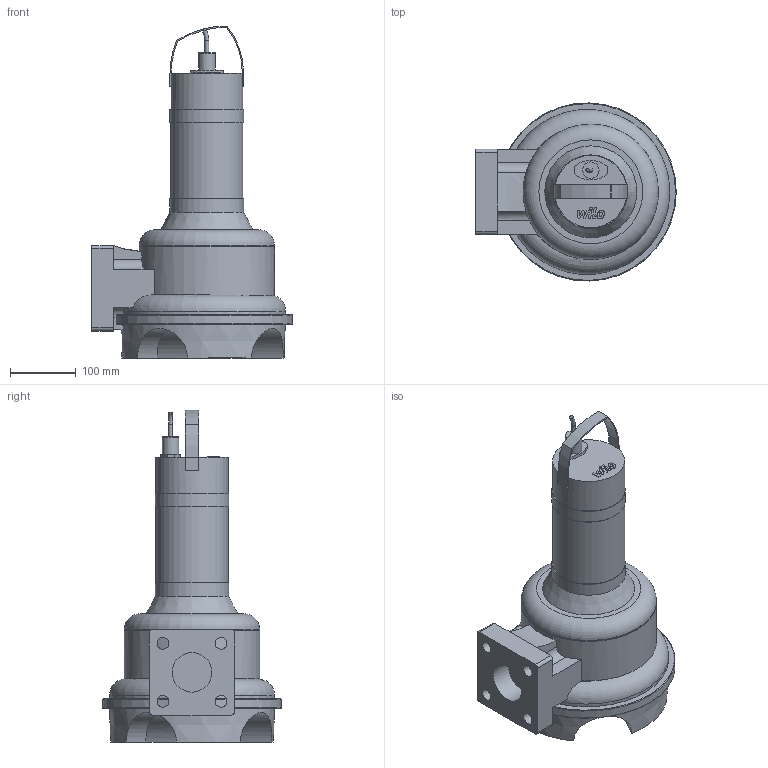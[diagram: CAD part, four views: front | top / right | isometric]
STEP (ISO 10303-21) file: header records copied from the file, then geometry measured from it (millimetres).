
FILE_DESCRIPTION(/* description */ (''),/* implementation_level */ '2;1');
FILE_NAME(/* name */ '3d_RexaUNIV05_T08-540_A-6082124.stp',/* time_stamp */ '2017-10-20T11:07:16+02:00',/* author */ ('Andrzej'),/* organization */ (''),/* preprocessor_version */ 'ST-DEVELOPER v16.13',/* originating_system */ 'AutoCAD Mechanical',/* authorisation */ '');
FILE_SCHEMA (('AUTOMOTIVE_DESIGN { 1 0 10303 214 3 1 1 }'));
Length unit declared in the file: millimetre
Products named in the file (1): Product
Bounding box: 305 x 270.93 x 505 mm (x, y, z)
Volume: 9628046.2 mm3; surface area: 426660.9 mm2
Topology: 7 solids, 7 shells, 149 faces, 375 edges, 247 vertices
Faces by surface type: plane 79, cylinder 39, bspline 24, torus 5, cone 2
Full cylindrical faces by diameter (mm): 6 x1, 18 x4, 25 x2, 60.3 x1, 110 x2, 112 x2, 147.438 x1, 204 x1, 206 x2
Entity records: 5217 total; most frequent: CARTESIAN_POINT 1803, ORIENTED_EDGE 704, DIRECTION 622, EDGE_CURVE 352, VERTEX_POINT 244, AXIS2_PLACEMENT_3D 217, EDGE_LOOP 188, LINE 188
